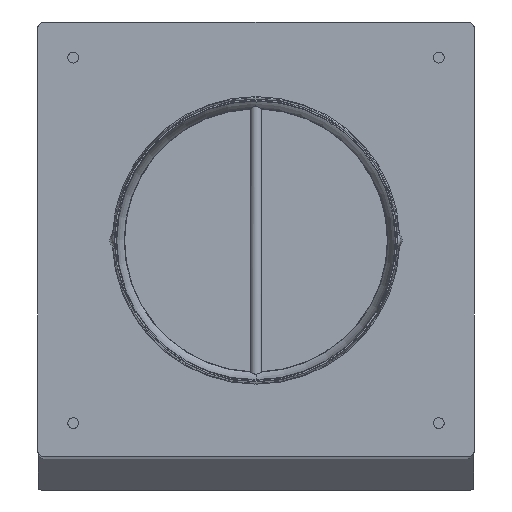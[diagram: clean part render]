
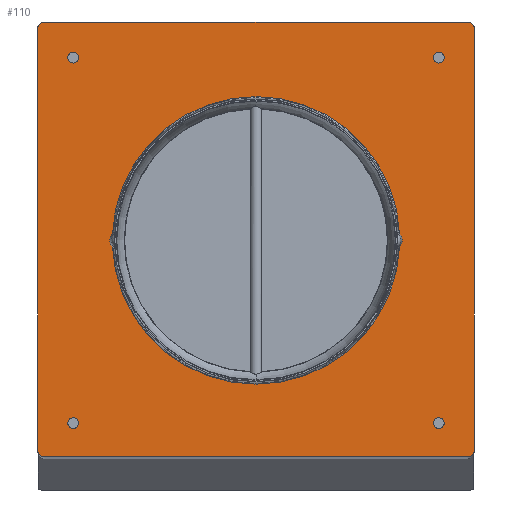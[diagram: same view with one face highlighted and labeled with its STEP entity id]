
A CAD part, left-side view. The second image highlights one B-rep face of the part: STEP entity #110.
In plain terms, the highlighted planar face has unit normal (-1, 0, 0).
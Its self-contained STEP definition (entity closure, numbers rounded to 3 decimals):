
#110=ADVANCED_FACE('',(#268,#269,#270,#271,#272,#273),#274,.T.);
#268=FACE_OUTER_BOUND('',#558,.T.);
#269=FACE_BOUND('',#559,.T.);
#270=FACE_BOUND('',#560,.T.);
#271=FACE_BOUND('',#561,.T.);
#272=FACE_BOUND('',#562,.T.);
#273=FACE_BOUND('',#563,.T.);
#274=PLANE('',#564);
#558=EDGE_LOOP('',(#1290,#1291,#1292,#1293,#1294,#1295,#1296,#1297));
#559=EDGE_LOOP('',(#1298,#1299,#1300,#1301));
#560=EDGE_LOOP('',(#1302,#1303));
#561=EDGE_LOOP('',(#1304,#1305));
#562=EDGE_LOOP('',(#1306,#1307));
#563=EDGE_LOOP('',(#1308,#1309));
#564=AXIS2_PLACEMENT_3D('',#1310,#1311,#1312);
#1290=ORIENTED_EDGE('',*,*,#2340,.T.);
#1291=ORIENTED_EDGE('',*,*,#2341,.T.);
#1292=ORIENTED_EDGE('',*,*,#2342,.T.);
#1293=ORIENTED_EDGE('',*,*,#2343,.T.);
#1294=ORIENTED_EDGE('',*,*,#2344,.T.);
#1295=ORIENTED_EDGE('',*,*,#2305,.T.);
#1296=ORIENTED_EDGE('',*,*,#2345,.T.);
#1297=ORIENTED_EDGE('',*,*,#2313,.T.);
#1298=ORIENTED_EDGE('',*,*,#2346,.F.);
#1299=ORIENTED_EDGE('',*,*,#2347,.T.);
#1300=ORIENTED_EDGE('',*,*,#2348,.F.);
#1301=ORIENTED_EDGE('',*,*,#2349,.T.);
#1302=ORIENTED_EDGE('',*,*,#2319,.T.);
#1303=ORIENTED_EDGE('',*,*,#2338,.T.);
#1304=ORIENTED_EDGE('',*,*,#2323,.T.);
#1305=ORIENTED_EDGE('',*,*,#2336,.T.);
#1306=ORIENTED_EDGE('',*,*,#2327,.T.);
#1307=ORIENTED_EDGE('',*,*,#2334,.T.);
#1308=ORIENTED_EDGE('',*,*,#2331,.T.);
#1309=ORIENTED_EDGE('',*,*,#2332,.T.);
#1310=CARTESIAN_POINT('',(0.0,0.0,0.0));
#1311=DIRECTION('',(-1.0,0.0,0.0));
#1312=DIRECTION('',(0.0,0.0,1.0));
#2305=EDGE_CURVE('',#2657,#2654,#2658,.T.);
#2313=EDGE_CURVE('',#2673,#2670,#2674,.T.);
#2319=EDGE_CURVE('',#2679,#2683,#2685,.T.);
#2323=EDGE_CURVE('',#2687,#2691,#2693,.T.);
#2327=EDGE_CURVE('',#2695,#2699,#2701,.T.);
#2331=EDGE_CURVE('',#2703,#2707,#2709,.T.);
#2332=EDGE_CURVE('',#2707,#2703,#2710,.T.);
#2334=EDGE_CURVE('',#2699,#2695,#2712,.T.);
#2336=EDGE_CURVE('',#2691,#2687,#2714,.T.);
#2338=EDGE_CURVE('',#2683,#2679,#2716,.T.);
#2340=EDGE_CURVE('',#2670,#2718,#2719,.T.);
#2341=EDGE_CURVE('',#2718,#2720,#2721,.T.);
#2342=EDGE_CURVE('',#2720,#2722,#2723,.T.);
#2343=EDGE_CURVE('',#2722,#2724,#2725,.T.);
#2344=EDGE_CURVE('',#2724,#2657,#2726,.T.);
#2345=EDGE_CURVE('',#2654,#2673,#2727,.T.);
#2346=EDGE_CURVE('',#2728,#2729,#2730,.T.);
#2347=EDGE_CURVE('',#2728,#2731,#2732,.T.);
#2348=EDGE_CURVE('',#2733,#2731,#2734,.T.);
#2349=EDGE_CURVE('',#2733,#2729,#2735,.T.);
#2654=VERTEX_POINT('',#3216);
#2657=VERTEX_POINT('',#3220);
#2658=B_SPLINE_CURVE_WITH_KNOTS('',3,(#3221,#3222,#3223,#3224,#3225,#3226,#3227,#3228,#3229,#3230,#3231),.UNSPECIFIED.,.F.,.F.,(4,1,1,1,1,1,1,1,4),(0.0,0.125,0.25,0.375,0.5,0.625,0.75,0.875,1.0),.UNSPECIFIED.);
#2670=VERTEX_POINT('',#3302);
#2673=VERTEX_POINT('',#3306);
#2674=B_SPLINE_CURVE_WITH_KNOTS('',3,(#3307,#3308,#3309,#3310,#3311,#3312,#3313,#3314,#3315,#3316,#3317),.UNSPECIFIED.,.F.,.F.,(4,1,1,1,1,1,1,1,4),(0.0,0.125,0.25,0.375,0.5,0.625,0.75,0.875,1.0),.UNSPECIFIED.);
#2679=VERTEX_POINT('',#3351);
#2683=VERTEX_POINT('',#3356);
#2685=CIRCLE('',#3359,2.35);
#2687=VERTEX_POINT('',#3361);
#2691=VERTEX_POINT('',#3366);
#2693=CIRCLE('',#3369,2.35);
#2695=VERTEX_POINT('',#3371);
#2699=VERTEX_POINT('',#3376);
#2701=CIRCLE('',#3379,2.35);
#2703=VERTEX_POINT('',#3381);
#2707=VERTEX_POINT('',#3386);
#2709=CIRCLE('',#3389,2.35);
#2710=CIRCLE('',#3390,2.35);
#2712=CIRCLE('',#3392,2.35);
#2714=CIRCLE('',#3394,2.35);
#2716=CIRCLE('',#3396,2.35);
#2718=VERTEX_POINT('',#3398);
#2719=LINE('',#3399,#3400);
#2720=VERTEX_POINT('',#3401);
#2721=B_SPLINE_CURVE_WITH_KNOTS('',3,(#3402,#3403,#3404,#3405,#3406,#3407,#3408,#3409,#3410,#3411,#3412),.UNSPECIFIED.,.F.,.F.,(4,1,1,1,1,1,1,1,4),(0.0,0.125,0.25,0.375,0.5,0.625,0.75,0.875,1.0),.UNSPECIFIED.);
#2722=VERTEX_POINT('',#3413);
#2723=LINE('',#3414,#3415);
#2724=VERTEX_POINT('',#3416);
#2725=B_SPLINE_CURVE_WITH_KNOTS('',3,(#3417,#3418,#3419,#3420,#3421,#3422,#3423,#3424,#3425,#3426,#3427),.UNSPECIFIED.,.F.,.F.,(4,1,1,1,1,1,1,1,4),(0.0,0.125,0.25,0.375,0.5,0.625,0.75,0.875,1.0),.UNSPECIFIED.);
#2726=LINE('',#3428,#3429);
#2727=LINE('',#3430,#3431);
#2728=VERTEX_POINT('',#3432);
#2729=VERTEX_POINT('',#3433);
#2730=CIRCLE('',#3434,62.546);
#2731=VERTEX_POINT('',#3435);
#2732=ELLIPSE('',#3436,4.,4.0);
#2733=VERTEX_POINT('',#3437);
#2734=CIRCLE('',#3438,62.546);
#2735=ELLIPSE('',#3439,4.,4.0);
#3216=CARTESIAN_POINT('',(0.0,95.0,92.));
#3220=CARTESIAN_POINT('',(0.0,92.,95.0));
#3221=CARTESIAN_POINT('',(0.0,92.,95.0));
#3222=CARTESIAN_POINT('',(0.0,92.25,95.0));
#3223=CARTESIAN_POINT('',(0.0,92.691,94.941));
#3224=CARTESIAN_POINT('',(0.0,93.248,94.748));
#3225=CARTESIAN_POINT('',(0.0,93.725,94.475));
#3226=CARTESIAN_POINT('',(0.0,94.132,94.132));
#3227=CARTESIAN_POINT('',(0.0,94.475,93.725));
#3228=CARTESIAN_POINT('',(0.0,94.748,93.248));
#3229=CARTESIAN_POINT('',(0.0,94.941,92.691));
#3230=CARTESIAN_POINT('',(0.0,95.0,92.25));
#3231=CARTESIAN_POINT('',(0.0,95.0,92.));
#3302=CARTESIAN_POINT('',(0.0,92.,-95.0));
#3306=CARTESIAN_POINT('',(0.0,95.0,-92.));
#3307=CARTESIAN_POINT('',(0.0,95.0,-92.));
#3308=CARTESIAN_POINT('',(0.0,95.0,-92.25));
#3309=CARTESIAN_POINT('',(0.0,94.941,-92.691));
#3310=CARTESIAN_POINT('',(0.0,94.748,-93.248));
#3311=CARTESIAN_POINT('',(0.0,94.475,-93.725));
#3312=CARTESIAN_POINT('',(0.0,94.132,-94.132));
#3313=CARTESIAN_POINT('',(0.0,93.725,-94.475));
#3314=CARTESIAN_POINT('',(0.0,93.248,-94.748));
#3315=CARTESIAN_POINT('',(0.0,92.691,-94.941));
#3316=CARTESIAN_POINT('',(0.0,92.25,-95.0));
#3317=CARTESIAN_POINT('',(0.0,92.,-95.0));
#3351=CARTESIAN_POINT('',(0.,-79.5,-81.85));
#3356=CARTESIAN_POINT('',(0.0,-79.5,-77.15));
#3359=AXIS2_PLACEMENT_3D('',#5062,#5063,#5064);
#3361=CARTESIAN_POINT('',(0.,-79.5,77.15));
#3366=CARTESIAN_POINT('',(0.0,-79.5,81.85));
#3369=AXIS2_PLACEMENT_3D('',#5070,#5071,#5072);
#3371=CARTESIAN_POINT('',(0.,79.5,77.15));
#3376=CARTESIAN_POINT('',(0.0,79.5,81.85));
#3379=AXIS2_PLACEMENT_3D('',#5078,#5079,#5080);
#3381=CARTESIAN_POINT('',(0.,79.5,-81.85));
#3386=CARTESIAN_POINT('',(0.0,79.5,-77.15));
#3389=AXIS2_PLACEMENT_3D('',#5086,#5087,#5088);
#3390=AXIS2_PLACEMENT_3D('',#5089,#5090,#5091);
#3392=AXIS2_PLACEMENT_3D('',#5095,#5096,#5097);
#3394=AXIS2_PLACEMENT_3D('',#5101,#5102,#5103);
#3396=AXIS2_PLACEMENT_3D('',#5107,#5108,#5109);
#3398=CARTESIAN_POINT('',(0.0,-91.207,-95.0));
#3399=CARTESIAN_POINT('',(0.0,92.,-95.0));
#3400=VECTOR('',#5113,183.207);
#3401=CARTESIAN_POINT('',(0.0,-94.214,-91.997));
#3402=CARTESIAN_POINT('',(0.0,-91.207,-95.0));
#3403=CARTESIAN_POINT('',(0.0,-91.457,-95.0));
#3404=CARTESIAN_POINT('',(0.0,-91.899,-94.941));
#3405=CARTESIAN_POINT('',(0.0,-92.457,-94.747));
#3406=CARTESIAN_POINT('',(0.0,-92.935,-94.474));
#3407=CARTESIAN_POINT('',(0.0,-93.344,-94.132));
#3408=CARTESIAN_POINT('',(0.0,-93.687,-93.723));
#3409=CARTESIAN_POINT('',(0.0,-93.961,-93.246));
#3410=CARTESIAN_POINT('',(0.0,-94.154,-92.689));
#3411=CARTESIAN_POINT('',(0.0,-94.214,-92.247));
#3412=CARTESIAN_POINT('',(0.0,-94.214,-91.997));
#3413=CARTESIAN_POINT('',(0.0,-94.214,91.997));
#3414=CARTESIAN_POINT('',(0.0,-94.214,-91.997));
#3415=VECTOR('',#5114,183.994);
#3416=CARTESIAN_POINT('',(0.0,-91.207,95.0));
#3417=CARTESIAN_POINT('',(0.0,-94.214,91.997));
#3418=CARTESIAN_POINT('',(0.0,-94.214,92.247));
#3419=CARTESIAN_POINT('',(0.0,-94.154,92.689));
#3420=CARTESIAN_POINT('',(0.0,-93.961,93.246));
#3421=CARTESIAN_POINT('',(0.0,-93.687,93.723));
#3422=CARTESIAN_POINT('',(0.0,-93.344,94.132));
#3423=CARTESIAN_POINT('',(0.0,-92.935,94.474));
#3424=CARTESIAN_POINT('',(0.0,-92.457,94.747));
#3425=CARTESIAN_POINT('',(0.0,-91.899,94.941));
#3426=CARTESIAN_POINT('',(0.0,-91.457,95.0));
#3427=CARTESIAN_POINT('',(0.0,-91.207,95.0));
#3428=CARTESIAN_POINT('',(0.0,-91.207,95.0));
#3429=VECTOR('',#5115,183.207);
#3430=CARTESIAN_POINT('',(0.0,95.0,92.));
#3431=VECTOR('',#5116,184.001);
#3432=CARTESIAN_POINT('',(0.0,2.716,62.487));
#3433=CARTESIAN_POINT('',(0.0,2.716,-62.487));
#3434=AXIS2_PLACEMENT_3D('',#5117,#5118,#5119);
#3435=CARTESIAN_POINT('',(0.0,-2.716,62.487));
#3436=AXIS2_PLACEMENT_3D('',#5120,#5121,#5122);
#3437=CARTESIAN_POINT('',(0.0,-2.716,-62.487));
#3438=AXIS2_PLACEMENT_3D('',#5123,#5124,#5125);
#3439=AXIS2_PLACEMENT_3D('',#5126,#5127,#5128);
#5062=CARTESIAN_POINT('',(0.0,-79.5,-79.5));
#5063=DIRECTION('',(1.0,-0.0,0.0));
#5064=DIRECTION('',(0.0,0.0,-1.0));
#5070=CARTESIAN_POINT('',(0.0,-79.5,79.5));
#5071=DIRECTION('',(1.0,-0.0,0.0));
#5072=DIRECTION('',(0.0,0.0,-1.0));
#5078=CARTESIAN_POINT('',(0.0,79.5,79.5));
#5079=DIRECTION('',(1.0,-0.0,0.0));
#5080=DIRECTION('',(0.0,0.0,-1.0));
#5086=CARTESIAN_POINT('',(0.0,79.5,-79.5));
#5087=DIRECTION('',(1.0,-0.0,0.0));
#5088=DIRECTION('',(0.0,0.0,-1.0));
#5089=CARTESIAN_POINT('',(0.0,79.5,-79.5));
#5090=DIRECTION('',(1.0,-0.0,0.0));
#5091=DIRECTION('',(0.0,0.0,-1.0));
#5095=CARTESIAN_POINT('',(0.0,79.5,79.5));
#5096=DIRECTION('',(1.0,-0.0,0.0));
#5097=DIRECTION('',(0.0,0.0,-1.0));
#5101=CARTESIAN_POINT('',(0.0,-79.5,79.5));
#5102=DIRECTION('',(1.0,-0.0,0.0));
#5103=DIRECTION('',(0.0,0.0,-1.0));
#5107=CARTESIAN_POINT('',(0.0,-79.5,-79.5));
#5108=DIRECTION('',(1.0,-0.0,0.0));
#5109=DIRECTION('',(0.0,0.0,-1.0));
#5113=DIRECTION('',(0.0,-1.0,0.0));
#5114=DIRECTION('',(0.0,0.0,1.0));
#5115=DIRECTION('',(0.0,1.0,0.0));
#5116=DIRECTION('',(0.0,0.0,-1.0));
#5117=CARTESIAN_POINT('',(0.0,0.0,0.0));
#5118=DIRECTION('',(-1.0,0.0,0.0));
#5119=DIRECTION('',(0.0,-0.0,1.0));
#5120=CARTESIAN_POINT('',(0.0,0.0,59.55));
#5121=DIRECTION('',(1.0,-0.0,0.0));
#5122=DIRECTION('',(0.0,0.,-1.0));
#5123=CARTESIAN_POINT('',(0.0,0.0,0.0));
#5124=DIRECTION('',(-1.0,0.0,0.0));
#5125=DIRECTION('',(0.0,-0.0,1.0));
#5126=CARTESIAN_POINT('',(0.0,0.0,-59.55));
#5127=DIRECTION('',(1.0,0.0,-0.0));
#5128=DIRECTION('',(0.0,0.,1.0));
